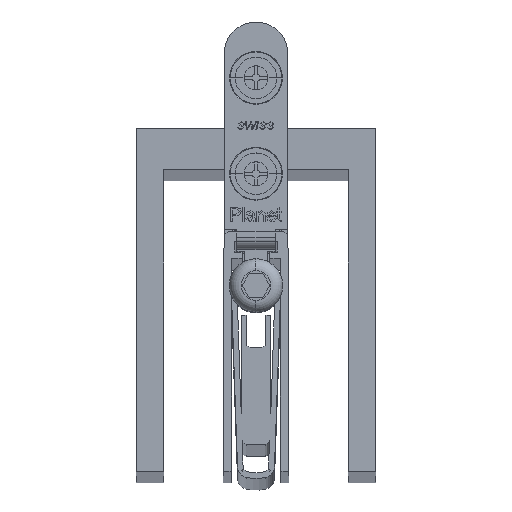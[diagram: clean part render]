
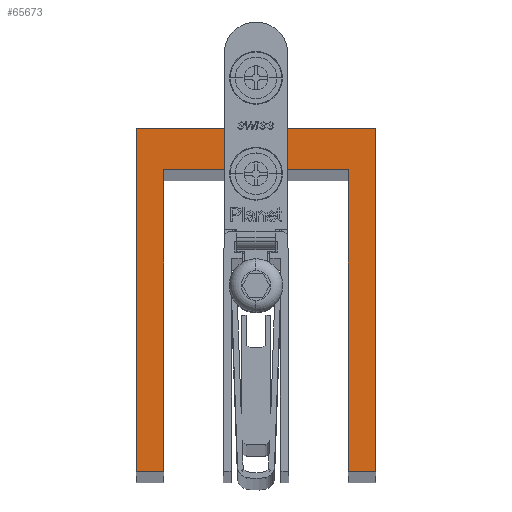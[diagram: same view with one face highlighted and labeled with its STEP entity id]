
A CAD part, top view. The second image highlights one B-rep face of the part: STEP entity #65673.
In plain terms, the highlighted planar face has unit normal (0, 0, 1).
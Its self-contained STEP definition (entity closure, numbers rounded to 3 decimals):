
#999 = ORIENTED_EDGE ( 'NONE', *, *, #41551, .T. ) ;
#1982 = CARTESIAN_POINT ( 'NONE',  ( 11.55, 37.8, 787. ) ) ;
#2346 = DIRECTION ( 'NONE',  ( 0., 1., 0. ) ) ;
#3281 = LINE ( 'NONE', #54588, #105730 ) ;
#7426 = CARTESIAN_POINT ( 'NONE',  ( 11.55, 37.8, 787. ) ) ;
#12020 = VECTOR ( 'NONE', #100521, 1000. ) ;
#12203 = DIRECTION ( 'NONE',  ( 0., 0., 1. ) ) ;
#16081 = VERTEX_POINT ( 'NONE', #1982 ) ;
#16728 = ORIENTED_EDGE ( 'NONE', *, *, #38312, .T. ) ;
#18530 = LINE ( 'NONE', #33203, #67155 ) ;
#19470 = FACE_OUTER_BOUND ( 'NONE', #105059, .T. ) ;
#21619 = LINE ( 'NONE', #71288, #61891 ) ;
#23043 = VERTEX_POINT ( 'NONE', #72150 ) ;
#24200 = VECTOR ( 'NONE', #40370, 1000. ) ;
#25424 = EDGE_CURVE ( 'NONE', #23043, #94754, #21619, .T. ) ;
#25766 = LINE ( 'NONE', #94355, #43193 ) ;
#28209 = ORIENTED_EDGE ( 'NONE', *, *, #32507, .T. ) ;
#28300 = VERTEX_POINT ( 'NONE', #74247 ) ;
#31361 = CARTESIAN_POINT ( 'NONE',  ( -11.55, 0., 787. ) ) ;
#32507 = EDGE_CURVE ( 'NONE', #73592, #39599, #25766, .T. ) ;
#32680 = CARTESIAN_POINT ( 'NONE',  ( -11.55, 37.8, 787. ) ) ;
#33203 = CARTESIAN_POINT ( 'NONE',  ( 15., 43., 787. ) ) ;
#33420 = VECTOR ( 'NONE', #60784, 1000. ) ;
#34620 = EDGE_CURVE ( 'NONE', #28300, #73592, #3281, .T. ) ;
#37342 = CARTESIAN_POINT ( 'NONE',  ( 0., 0., 787. ) ) ;
#38312 = EDGE_CURVE ( 'NONE', #39599, #16081, #79732, .T. ) ;
#39599 = VERTEX_POINT ( 'NONE', #32680 ) ;
#40370 = DIRECTION ( 'NONE',  ( 0., -1., 0. ) ) ;
#41551 = EDGE_CURVE ( 'NONE', #44185, #23043, #18530, .T. ) ;
#43193 = VECTOR ( 'NONE', #69800, 1000. ) ;
#44185 = VERTEX_POINT ( 'NONE', #83438 ) ;
#48669 = CARTESIAN_POINT ( 'NONE',  ( -15., 43., 787. ) ) ;
#51872 = CARTESIAN_POINT ( 'NONE',  ( -11.55, 37.8, 787. ) ) ;
#52466 = VECTOR ( 'NONE', #108494, 1000. ) ;
#54520 = DIRECTION ( 'NONE',  ( -1., 0., 0. ) ) ;
#54588 = CARTESIAN_POINT ( 'NONE',  ( -15., 0., 787. ) ) ;
#55712 = DIRECTION ( 'NONE',  ( 1., 0., 0. ) ) ;
#55985 = AXIS2_PLACEMENT_3D ( 'NONE', #37342, #12203, #87524 ) ;
#60784 = DIRECTION ( 'NONE',  ( 1., 0., 0. ) ) ;
#61891 = VECTOR ( 'NONE', #54520, 1000. ) ;
#62100 = ORIENTED_EDGE ( 'NONE', *, *, #34620, .T. ) ;
#65673 = ADVANCED_FACE ( 'NONE', ( #19470 ), #97568, .T. ) ;
#65798 = ORIENTED_EDGE ( 'NONE', *, *, #25424, .T. ) ;
#67021 = LINE ( 'NONE', #48669, #12020 ) ;
#67155 = VECTOR ( 'NONE', #2346, 1000. ) ;
#69264 = ORIENTED_EDGE ( 'NONE', *, *, #69987, .T. ) ;
#69800 = DIRECTION ( 'NONE',  ( 0., 1., 0. ) ) ;
#69987 = EDGE_CURVE ( 'NONE', #16081, #103312, #82751, .T. ) ;
#70117 = ORIENTED_EDGE ( 'NONE', *, *, #96839, .T. ) ;
#71288 = CARTESIAN_POINT ( 'NONE',  ( -15., 43., 787. ) ) ;
#72150 = CARTESIAN_POINT ( 'NONE',  ( 15., 43., 787. ) ) ;
#73592 = VERTEX_POINT ( 'NONE', #31361 ) ;
#74247 = CARTESIAN_POINT ( 'NONE',  ( -15., 0., 787. ) ) ;
#77423 = ORIENTED_EDGE ( 'NONE', *, *, #88672, .T. ) ;
#79732 = LINE ( 'NONE', #51872, #33420 ) ;
#82751 = LINE ( 'NONE', #7426, #24200 ) ;
#83438 = CARTESIAN_POINT ( 'NONE',  ( 15., 0., 787. ) ) ;
#83901 = LINE ( 'NONE', #100651, #52466 ) ;
#87524 = DIRECTION ( 'NONE',  ( 1., 0., 0. ) ) ;
#88672 = EDGE_CURVE ( 'NONE', #103312, #44185, #83901, .T. ) ;
#89047 = CARTESIAN_POINT ( 'NONE',  ( 11.55, 0., 787. ) ) ;
#94355 = CARTESIAN_POINT ( 'NONE',  ( -11.55, 37.8, 787. ) ) ;
#94754 = VERTEX_POINT ( 'NONE', #100317 ) ;
#96839 = EDGE_CURVE ( 'NONE', #94754, #28300, #67021, .T. ) ;
#97568 = PLANE ( 'NONE',  #55985 ) ;
#100317 = CARTESIAN_POINT ( 'NONE',  ( -15., 43., 787. ) ) ;
#100521 = DIRECTION ( 'NONE',  ( 0., -1., 0. ) ) ;
#100651 = CARTESIAN_POINT ( 'NONE',  ( 11.55, 0., 787. ) ) ;
#103312 = VERTEX_POINT ( 'NONE', #89047 ) ;
#105059 = EDGE_LOOP ( 'NONE', ( #70117, #62100, #28209, #16728, #69264, #77423, #999, #65798 ) ) ;
#105730 = VECTOR ( 'NONE', #55712, 1000. ) ;
#108494 = DIRECTION ( 'NONE',  ( 1., 0., 0. ) ) ;
